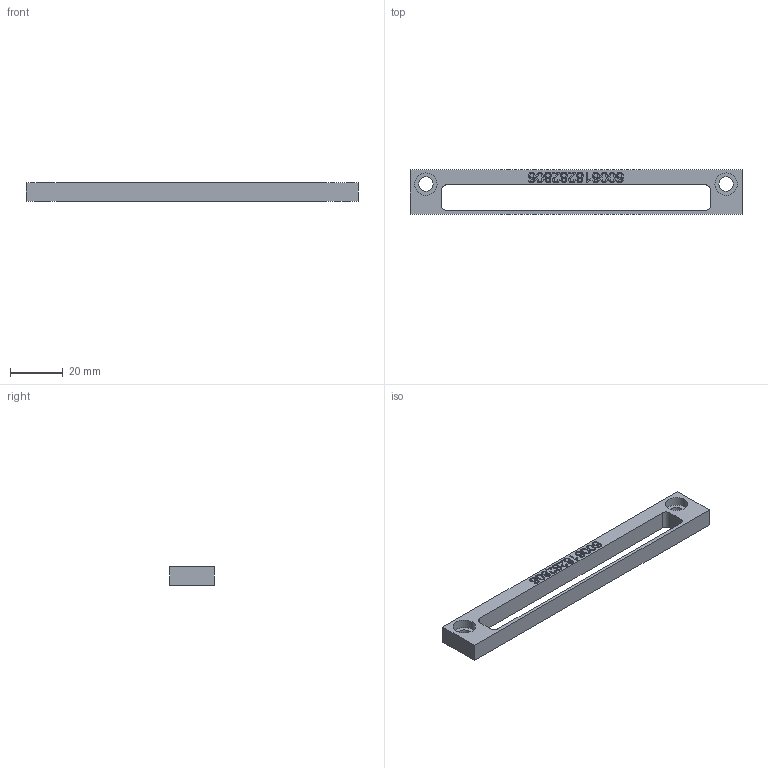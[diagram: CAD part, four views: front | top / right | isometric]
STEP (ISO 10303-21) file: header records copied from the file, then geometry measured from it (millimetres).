
FILE_DESCRIPTION(/* description */ ('Unknown'),/* implementation_level */ '2;1');
FILE_NAME(/* name */ '600618282806',/* time_stamp */ '2025-07-29T17:11:02+02:00',/* author */ ('Unknown'),/* organization */ ('Unknown'),/* preprocessor_version */ 'ST-DEVELOPER v19.4',/* originating_system */ 'Solid Edge',/* authorisation */ 'Unknown');
FILE_SCHEMA (('AUTOMOTIVE_DESIGN {1 0 10303 214 3 1 1}'));
Length unit declared in the file: millimetre
Products named in the file (1): 600618282806
Bounding box: 126 x 17 x 7 mm (x, y, z)
Volume: 7444.8 mm3; surface area: 6086.2 mm2
Topology: 1 solids, 1 shells, 93 faces, 195 edges, 130 vertices
Faces by surface type: plane 52, bspline 33, cylinder 8
Full cylindrical faces by diameter (mm): 5.5 x2, 8.5 x2
Entity records: 4786 total; most frequent: CARTESIAN_POINT 3089, ORIENTED_EDGE 352, DIRECTION 216, EDGE_CURVE 176, EDGE_LOOP 144, FACE_BOUND 144, VERTEX_POINT 130, B_SPLINE_CURVE_WITH_KNOTS 98
